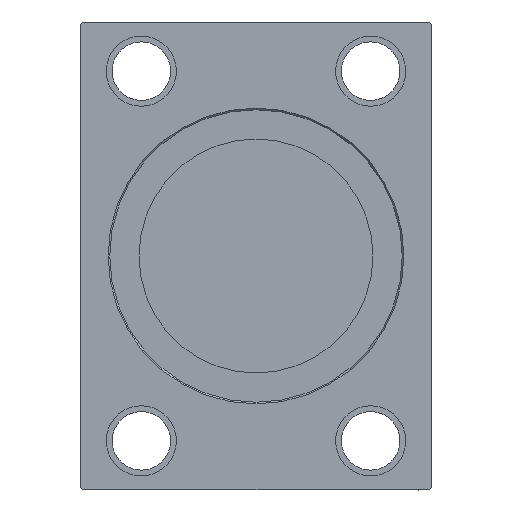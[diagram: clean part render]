
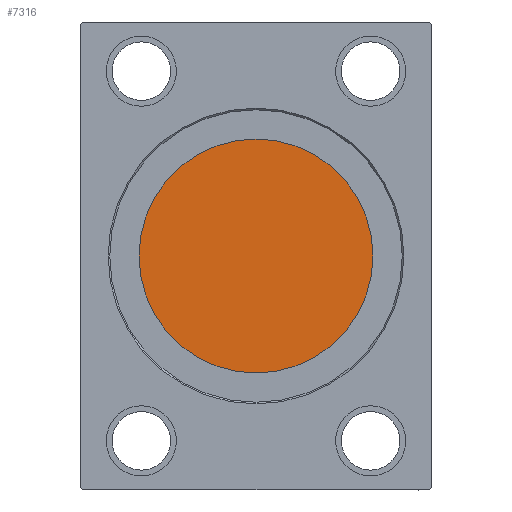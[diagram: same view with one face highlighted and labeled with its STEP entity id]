
A CAD part, left-side view. The second image highlights one B-rep face of the part: STEP entity #7316.
In plain terms, the highlighted planar face has unit normal (-1, 0, 0).
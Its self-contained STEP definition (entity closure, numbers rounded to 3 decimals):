
#1123 = CIRCLE ( 'NONE', #22411, 50. ) ;
#4913 = VERTEX_POINT ( 'NONE', #26476 ) ;
#6318 = EDGE_LOOP ( 'NONE', ( #11305, #7993 ) ) ;
#7316 = ADVANCED_FACE ( 'NONE', ( #38881 ), #25340, .T. ) ;
#7993 = ORIENTED_EDGE ( 'NONE', *, *, #16129, .T. ) ;
#8748 = DIRECTION ( 'NONE',  ( 0., 0., 1. ) ) ;
#9006 = DIRECTION ( 'NONE',  ( -1., 0., 0. ) ) ;
#10433 = VERTEX_POINT ( 'NONE', #32216 ) ;
#11305 = ORIENTED_EDGE ( 'NONE', *, *, #16626, .T. ) ;
#12805 = CIRCLE ( 'NONE', #29243, 50. ) ;
#14389 = DIRECTION ( 'NONE',  ( 0., 0., 1. ) ) ;
#14548 = DIRECTION ( 'NONE',  ( -1., 0., 0. ) ) ;
#16129 = EDGE_CURVE ( 'NONE', #10433, #4913, #12805, .T. ) ;
#16626 = EDGE_CURVE ( 'NONE', #4913, #10433, #1123, .T. ) ;
#20415 = CARTESIAN_POINT ( 'NONE',  ( 354.7, 0., 0. ) ) ;
#22104 = DIRECTION ( 'NONE',  ( 0., 0., 1. ) ) ;
#22411 = AXIS2_PLACEMENT_3D ( 'NONE', #31093, #14548, #8748 ) ;
#25340 = PLANE ( 'NONE',  #32637 ) ;
#26476 = CARTESIAN_POINT ( 'NONE',  ( 354.7, 0., 50. ) ) ;
#29243 = AXIS2_PLACEMENT_3D ( 'NONE', #20415, #30708, #14389 ) ;
#30708 = DIRECTION ( 'NONE',  ( -1., 0., 0. ) ) ;
#31093 = CARTESIAN_POINT ( 'NONE',  ( 354.7, 0., 0. ) ) ;
#32216 = CARTESIAN_POINT ( 'NONE',  ( 354.7, 0., -50. ) ) ;
#32637 = AXIS2_PLACEMENT_3D ( 'NONE', #38458, #9006, #22104 ) ;
#38458 = CARTESIAN_POINT ( 'NONE',  ( 354.7, 0., 0. ) ) ;
#38881 = FACE_OUTER_BOUND ( 'NONE', #6318, .T. ) ;
